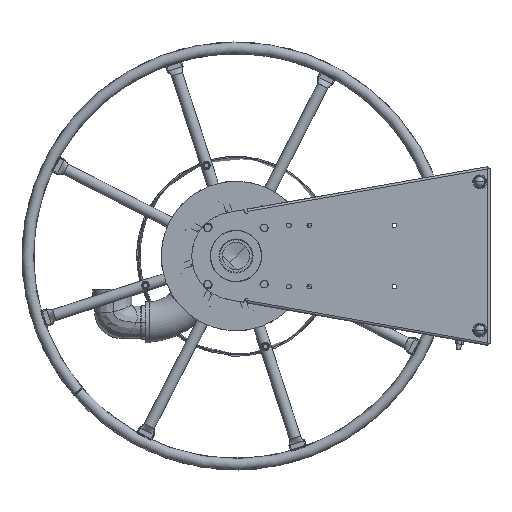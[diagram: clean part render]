
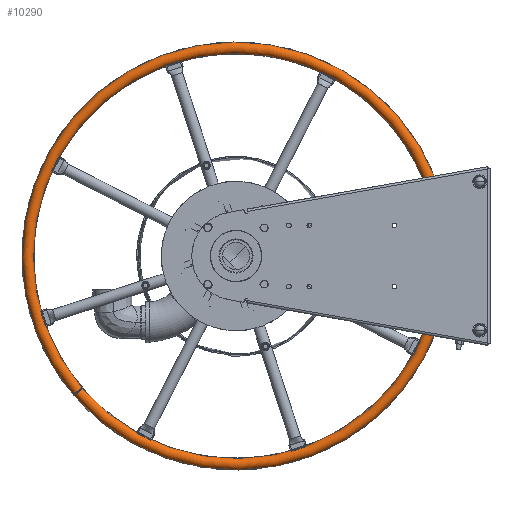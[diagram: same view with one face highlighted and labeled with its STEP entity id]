
A CAD part, left-side view. The second image highlights one B-rep face of the part: STEP entity #10290.
In plain terms, the highlighted toroidal (fillet/blend) face has major radius 365 mm and minor radius 10 mm.
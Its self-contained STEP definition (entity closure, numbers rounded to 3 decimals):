
#10155=CARTESIAN_POINT('',(-222.5,277.548,-237.049));
#10156=DIRECTION('',(0.,0.649,0.76));
#10157=DIRECTION('',(0.,0.76,-0.649));
#10158=AXIS2_PLACEMENT_3D('',#10155,#10156,#10157);
#10170=CARTESIAN_POINT('',(-222.5,0.,0.));
#10171=DIRECTION('',(1.,0.,0.));
#10172=DIRECTION('',(0.,0.76,-0.649));
#10173=AXIS2_PLACEMENT_3D('',#10170,#10171,#10172);
#10180=CARTESIAN_POINT('',(-222.5,0.,0.));
#10181=DIRECTION('',(1.,0.,0.));
#10182=DIRECTION('',(0.,0.76,-0.649));
#10183=AXIS2_PLACEMENT_3D('',#10180,#10181,#10182);
#10185=CARTESIAN_POINT('',(-222.5,276.303,-238.499));
#10186=DIRECTION('',(0.,0.653,0.757));
#10187=DIRECTION('',(0.,0.757,-0.653));
#10188=AXIS2_PLACEMENT_3D('',#10185,#10186,#10187);
#10205=CARTESIAN_POINT('',(-222.5,269.944,-230.554));
#10206=CARTESIAN_POINT('',(-222.5,285.152,-243.543));
#10207=VERTEX_POINT('',#10205);
#10208=VERTEX_POINT('',#10206);
#10213=CARTESIAN_POINT('',(-222.5,268.733,-231.964));
#10214=CARTESIAN_POINT('',(-222.5,283.873,-245.033));
#10215=VERTEX_POINT('',#10213);
#10216=VERTEX_POINT('',#10214);
#10278=CARTESIAN_POINT('',(-222.5,0.,0.));
#10279=DIRECTION('',(1.,0.,0.));
#10280=DIRECTION('',(0.,-0.76,0.649));
#10281=AXIS2_PLACEMENT_3D('',#10278,#10279,#10280);
#10282=TOROIDAL_SURFACE('',#10281,365.,10.);
#10283=ORIENTED_EDGE('',*,*,#10228,.F.);
#10284=ORIENTED_EDGE('',*,*,#10261,.T.);
#10286=ORIENTED_EDGE('',*,*,#10285,.T.);
#10287=ORIENTED_EDGE('',*,*,#10257,.F.);
#10288=EDGE_LOOP('',(#10283,#10284,#10286,#10287));
#10289=FACE_OUTER_BOUND('',#10288,.F.);
#10290=ADVANCED_FACE('',(#10289),#10282,.T.);
#10159=CIRCLE('',#10158,10.);
#10174=CIRCLE('',#10173,355.);
#10184=CIRCLE('',#10183,375.);
#10189=CIRCLE('',#10188,10.);
#10228=EDGE_CURVE('',#10208,#10207,#10159,.T.);
#10257=EDGE_CURVE('',#10207,#10215,#10174,.T.);
#10261=EDGE_CURVE('',#10208,#10216,#10184,.T.);
#10285=EDGE_CURVE('',#10216,#10215,#10189,.T.);
